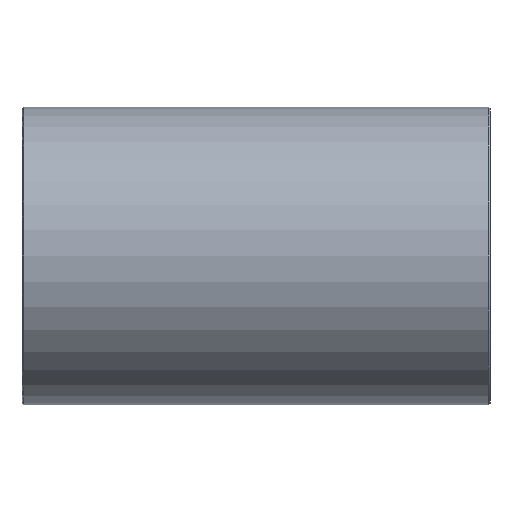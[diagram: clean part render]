
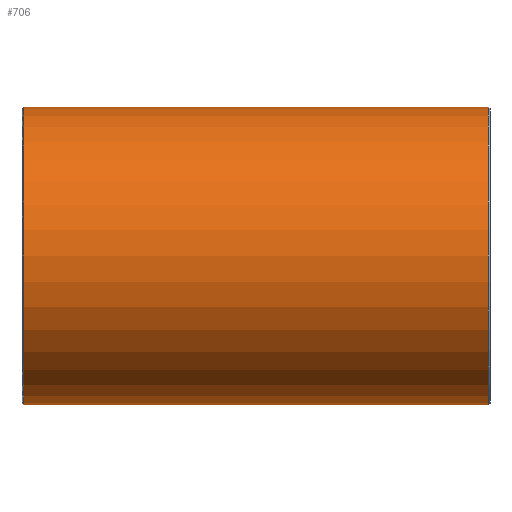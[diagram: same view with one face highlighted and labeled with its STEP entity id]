
A CAD part, front view. The second image highlights one B-rep face of the part: STEP entity #706.
In plain terms, the highlighted cylindrical face has radius 177.8 mm (diameter 355.6 mm), a partial arc.
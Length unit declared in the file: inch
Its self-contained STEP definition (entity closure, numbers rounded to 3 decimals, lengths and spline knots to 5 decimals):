
#10 = DIRECTION ( 'NONE',  ( -1., 0., 0. ) ) ;
#37 = CYLINDRICAL_SURFACE ( 'NONE', #872, 7. ) ;
#57 = CIRCLE ( 'NONE', #389, 7. ) ;
#71 = CARTESIAN_POINT ( 'NONE',  ( -10.91667, 0., 0. ) ) ;
#135 = DIRECTION ( 'NONE',  ( 0., 0., -1. ) ) ;
#139 = CIRCLE ( 'NONE', #205, 7. ) ;
#152 = EDGE_CURVE ( 'NONE', #803, #698, #670, .T. ) ;
#173 = CARTESIAN_POINT ( 'NONE',  ( -10.91667, 0., -7. ) ) ;
#205 = AXIS2_PLACEMENT_3D ( 'NONE', #71, #821, #616 ) ;
#211 = LINE ( 'NONE', #475, #493 ) ;
#248 = DIRECTION ( 'NONE',  ( -1., 0., 0. ) ) ;
#265 = ORIENTED_EDGE ( 'NONE', *, *, #428, .T. ) ;
#268 = DIRECTION ( 'NONE',  ( -1., 0., 0. ) ) ;
#310 = VERTEX_POINT ( 'NONE', #610 ) ;
#311 = CARTESIAN_POINT ( 'NONE',  ( 11., 0., 0. ) ) ;
#316 = CARTESIAN_POINT ( 'NONE',  ( 10.91667, 0., -7. ) ) ;
#333 = VERTEX_POINT ( 'NONE', #477 ) ;
#335 = CARTESIAN_POINT ( 'NONE',  ( 11., 0., -7. ) ) ;
#389 = AXIS2_PLACEMENT_3D ( 'NONE', #752, #825, #135 ) ;
#406 = EDGE_CURVE ( 'NONE', #310, #698, #139, .T. ) ;
#428 = EDGE_CURVE ( 'NONE', #333, #310, #211, .T. ) ;
#475 = CARTESIAN_POINT ( 'NONE',  ( 11., 0., 7. ) ) ;
#477 = CARTESIAN_POINT ( 'NONE',  ( 10.91667, 0., 7. ) ) ;
#479 = ORIENTED_EDGE ( 'NONE', *, *, #152, .F. ) ;
#493 = VECTOR ( 'NONE', #10, 39.37008 ) ;
#502 = EDGE_LOOP ( 'NONE', ( #479, #703, #265, #637 ) ) ;
#515 = DIRECTION ( 'NONE',  ( 0., 0., 1. ) ) ;
#579 = FACE_OUTER_BOUND ( 'NONE', #502, .T. ) ;
#610 = CARTESIAN_POINT ( 'NONE',  ( -10.91667, 0., 7. ) ) ;
#616 = DIRECTION ( 'NONE',  ( 0., 0., 1. ) ) ;
#634 = VECTOR ( 'NONE', #268, 39.37008 ) ;
#637 = ORIENTED_EDGE ( 'NONE', *, *, #406, .T. ) ;
#670 = LINE ( 'NONE', #335, #634 ) ;
#698 = VERTEX_POINT ( 'NONE', #173 ) ;
#703 = ORIENTED_EDGE ( 'NONE', *, *, #830, .T. ) ;
#706 = ADVANCED_FACE ( 'NONE', ( #579 ), #37, .T. ) ;
#752 = CARTESIAN_POINT ( 'NONE',  ( 10.91667, 0., 0. ) ) ;
#803 = VERTEX_POINT ( 'NONE', #316 ) ;
#821 = DIRECTION ( 'NONE',  ( 1., 0., 0. ) ) ;
#825 = DIRECTION ( 'NONE',  ( -1., 0., 0. ) ) ;
#830 = EDGE_CURVE ( 'NONE', #803, #333, #57, .T. ) ;
#872 = AXIS2_PLACEMENT_3D ( 'NONE', #311, #248, #515 ) ;
